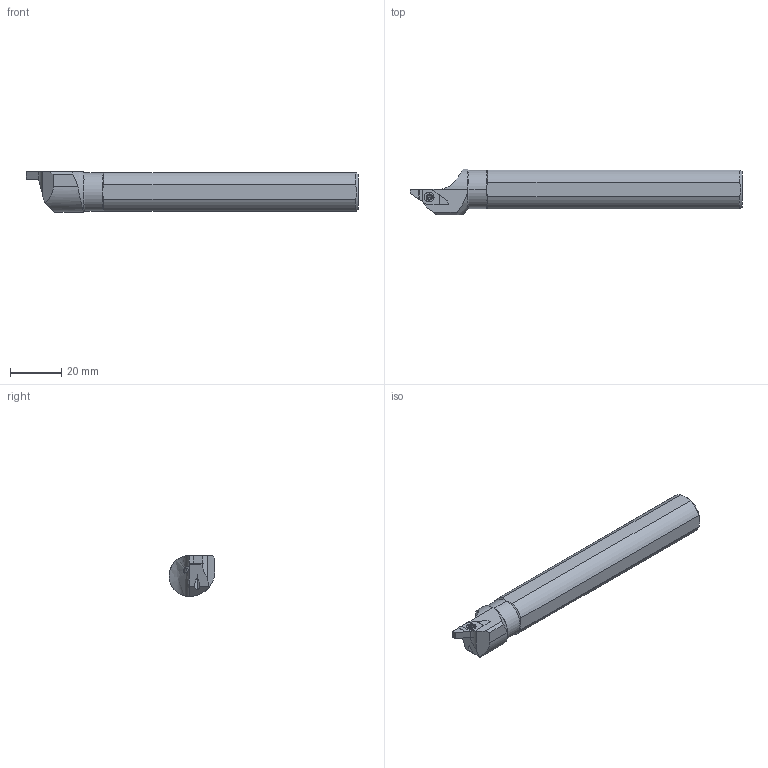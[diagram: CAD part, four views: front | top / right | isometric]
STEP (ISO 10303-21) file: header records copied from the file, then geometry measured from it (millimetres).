
FILE_DESCRIPTION (( 'STEP AP203' ), '1' );
FILE_NAME ('CUT-41-04.step', '2013-07-10T13:13:39', ( '' ), ( '' ), 'SwSTEP 2.0', 'SolidWorks 2013', '' );
FILE_SCHEMA (( 'CONFIG_CONTROL_DESIGN' ));
Length unit declared in the file: millimetre
Products named in the file (4): CUT-41-Kunde_04; CUT-41-04; MSP-7_M2,5X6-TX8 CERATIZIT   Schraube; CUT-41-Vorlage 1600-Kunde_D‚faut
Assembly tree (3 placements, depth 2):
  CUT-41-04
    CUT-41-Kunde_04
    CUT-41-Vorlage 1600-Kunde_D‚faut
    MSP-7_M2,5X6-TX8 CERATIZIT   Schraube
Bounding box: 130 x 18 x 16 mm (x, y, z)
Volume: 19787.8 mm3; surface area: 8953 mm2
Topology: 3 solids, 3 shells, 111 faces, 271 edges, 165 vertices
Faces by surface type: cylinder 44, plane 31, cone 27, torus 8, bspline 1
Entity records: 3883 total; most frequent: CARTESIAN_POINT 885, DIRECTION 566, ORIENTED_EDGE 534, EDGE_CURVE 267, AXIS2_PLACEMENT_3D 221, VERTEX_POINT 165, LINE 124, VECTOR 124
